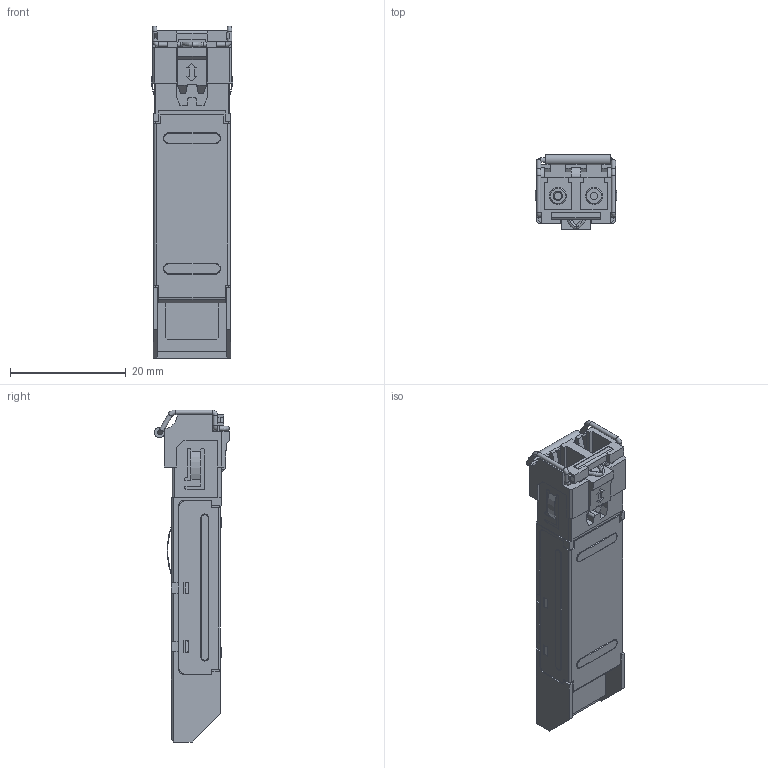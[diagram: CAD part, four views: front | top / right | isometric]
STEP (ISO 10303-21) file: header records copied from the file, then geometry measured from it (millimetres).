
FILE_DESCRIPTION (( 'STEP AP214' ), '1' );
FILE_NAME ('6GK59911AD008FA0_001_STEP.STEP', '2017-06-01T15:10:10', ( '' ), ( '' ), 'SwSTEP 2.0', 'SolidWorks 2014', '' );
FILE_SCHEMA (( 'AUTOMOTIVE_DESIGN' ));
Length unit declared in the file: millimetre
Products named in the file (3): Body; Beschriftung; 6GK59911AD008FA0_001_STEP
Assembly tree (2 placements, depth 2):
  6GK59911AD008FA0_001_STEP
    Body
    Beschriftung
Bounding box: 14 x 13 x 57.35 mm (x, y, z)
Volume: 4823.8 mm3; surface area: 4504.5 mm2
Topology: 1 solids, 27 shells, 472 faces, 1552 edges, 1105 vertices
Faces by surface type: plane 376, cylinder 71, torus 18, bspline 4, cone 3
Full cylindrical faces by diameter (mm): 0.8 x10, 1.25 x2, 1.8 x1, 2.92 x2
Entity records: 23487 total; most frequent: CARTESIAN_POINT 5043, ORIENTED_EDGE 2730, DIRECTION 2472, EDGE_CURVE 1499, LINE 1190, VECTOR 1190, VERTEX_POINT 1087, AXIS2_PLACEMENT_3D 641
